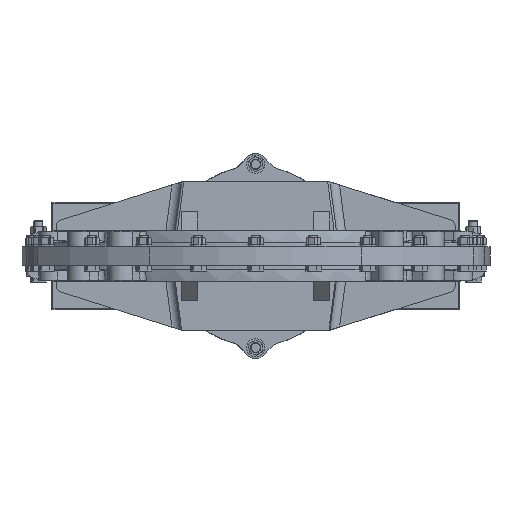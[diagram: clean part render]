
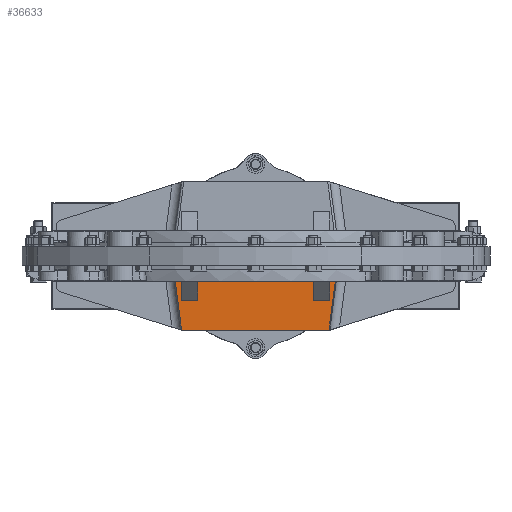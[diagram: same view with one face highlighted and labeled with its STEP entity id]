
A CAD part, front view. The second image highlights one B-rep face of the part: STEP entity #36633.
In plain terms, the highlighted planar face has unit normal (0, -1, 0).
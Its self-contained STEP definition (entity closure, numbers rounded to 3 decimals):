
#5088 = CARTESIAN_POINT ( 'NONE',  ( -125., 645., -46. ) ) ;
#6446 = CARTESIAN_POINT ( 'NONE',  ( -160., 645., -46. ) ) ;
#12977 = VERTEX_POINT ( 'NONE', #67943 ) ;
#14234 = VECTOR ( 'NONE', #50850, 1000. ) ;
#14255 = VECTOR ( 'NONE', #50523, 1000. ) ;
#14258 = VECTOR ( 'NONE', #49957, 1000. ) ;
#14262 = VECTOR ( 'NONE', #49966, 1000. ) ;
#14287 = VECTOR ( 'NONE', #48955, 1000. ) ;
#14293 = VECTOR ( 'NONE', #50340, 1000. ) ;
#14295 = VECTOR ( 'NONE', #50319, 1000. ) ;
#14321 = VECTOR ( 'NONE', #49068, 1000. ) ;
#20695 = CARTESIAN_POINT ( 'NONE',  ( 158.075, 645., -160. ) ) ;
#20838 = CARTESIAN_POINT ( 'NONE',  ( 173.083, 645., -46. ) ) ;
#21527 = CARTESIAN_POINT ( 'NONE',  ( -125., 645., -95.625 ) ) ;
#21534 = CARTESIAN_POINT ( 'NONE',  ( 160., 645., -95.625 ) ) ;
#21545 = CARTESIAN_POINT ( 'NONE',  ( 125., 645., -95.625 ) ) ;
#21585 = CARTESIAN_POINT ( 'NONE',  ( 125., 645., -46. ) ) ;
#21596 = CARTESIAN_POINT ( 'NONE',  ( -160., 645., -95.625 ) ) ;
#24002 = LINE ( 'NONE', #35076, #76827 ) ;
#24005 = LINE ( 'NONE', #35855, #76833 ) ;
#24011 = LINE ( 'NONE', #35079, #76838 ) ;
#27157 = EDGE_LOOP ( 'NONE', ( #103934, #103933, #103932, #103935, #103931, #103930, #103929, #103927, #103928, #103926, #103925, #103924 ) ) ;
#35076 = CARTESIAN_POINT ( 'NONE',  ( -202.129, 645., -46. ) ) ;
#35077 = DIRECTION ( 'NONE',  ( -1., 0., 0. ) ) ;
#35079 = CARTESIAN_POINT ( 'NONE',  ( 193.349, 645., 107.934 ) ) ;
#35081 = DIRECTION ( 'NONE',  ( 0.131, 0., 0.991 ) ) ;
#35853 = DIRECTION ( 'NONE',  ( -1., 0., 0. ) ) ;
#35855 = CARTESIAN_POINT ( 'NONE',  ( -160., 645., -160. ) ) ;
#36633 = ADVANCED_FACE ( 'NONE', ( #96107 ), #54745, .F. ) ;
#39666 = CARTESIAN_POINT ( 'NONE',  ( -175.008, 645., -46. ) ) ;
#39693 = CARTESIAN_POINT ( 'NONE',  ( -160., 645., -160. ) ) ;
#48955 = DIRECTION ( 'NONE',  ( 0., 0., -1. ) ) ;
#49068 = DIRECTION ( 'NONE',  ( -1., 0., 0. ) ) ;
#49957 = DIRECTION ( 'NONE',  ( 0., 0., -1. ) ) ;
#49966 = DIRECTION ( 'NONE',  ( 0., 0., -1. ) ) ;
#50319 = DIRECTION ( 'NONE',  ( -1., 0., 0. ) ) ;
#50321 = CARTESIAN_POINT ( 'NONE',  ( 125., 645., -95.625 ) ) ;
#50340 = DIRECTION ( 'NONE',  ( 1., 0., 0. ) ) ;
#50344 = CARTESIAN_POINT ( 'NONE',  ( 125., 645., -95.625 ) ) ;
#50349 = CARTESIAN_POINT ( 'NONE',  ( -125., 645., -95.625 ) ) ;
#50371 = CARTESIAN_POINT ( 'NONE',  ( -202.129, 645., -46. ) ) ;
#50523 = DIRECTION ( 'NONE',  ( 0., 0., -1. ) ) ;
#50608 = EDGE_CURVE ( 'NONE', #128364, #59235, #100215, .T. ) ;
#50617 = CARTESIAN_POINT ( 'NONE',  ( 160., 645., -95.625 ) ) ;
#50627 = CARTESIAN_POINT ( 'NONE',  ( -160., 645., -95.625 ) ) ;
#50678 = EDGE_CURVE ( 'NONE', #128364, #128324, #100235, .T. ) ;
#50688 = EDGE_CURVE ( 'NONE', #12977, #128313, #100242, .T. ) ;
#50696 = EDGE_CURVE ( 'NONE', #58995, #128375, #100246, .T. ) ;
#50752 = CARTESIAN_POINT ( 'NONE',  ( -202.129, 645., -46. ) ) ;
#50764 = EDGE_CURVE ( 'NONE', #59235, #128306, #100287, .T. ) ;
#50776 = EDGE_CURVE ( 'NONE', #128324, #128313, #100295, .T. ) ;
#50779 = EDGE_CURVE ( 'NONE', #128306, #128375, #100297, .T. ) ;
#50834 = EDGE_CURVE ( 'NONE', #58995, #69113, #100306, .T. ) ;
#50837 = CARTESIAN_POINT ( 'NONE',  ( -125., 645., -95.625 ) ) ;
#50850 = DIRECTION ( 'NONE',  ( -1., 0., 0. ) ) ;
#54742 = DIRECTION ( 'NONE',  ( 0., 0., 1. ) ) ;
#54743 = DIRECTION ( 'NONE',  ( 0., 1., 0. ) ) ;
#54744 = CARTESIAN_POINT ( 'NONE',  ( -202.129, 645., 160. ) ) ;
#54745 = PLANE ( 'NONE',  #70430 ) ;
#58995 = VERTEX_POINT ( 'NONE', #6446 ) ;
#59235 = VERTEX_POINT ( 'NONE', #5088 ) ;
#63698 = EDGE_CURVE ( 'NONE', #117398, #12977, #24002, .T. ) ;
#63702 = EDGE_CURVE ( 'NONE', #117255, #69100, #24005, .T. ) ;
#63709 = EDGE_CURVE ( 'NONE', #117255, #117398, #24011, .T. ) ;
#67943 = CARTESIAN_POINT ( 'NONE',  ( 160., 645., -46. ) ) ;
#69100 = VERTEX_POINT ( 'NONE', #39693 ) ;
#69113 = VERTEX_POINT ( 'NONE', #39666 ) ;
#70430 = AXIS2_PLACEMENT_3D ( 'NONE', #54744, #54743, #54742 ) ;
#76827 = VECTOR ( 'NONE', #35077, 1000. ) ;
#76833 = VECTOR ( 'NONE', #35853, 1000. ) ;
#76838 = VECTOR ( 'NONE', #35081, 1000. ) ;
#82537 = VECTOR ( 'NONE', #93730, 1000. ) ;
#87654 = EDGE_CURVE ( 'NONE', #69100, #69113, #97681, .T. ) ;
#93728 = CARTESIAN_POINT ( 'NONE',  ( -160., 645., -160. ) ) ;
#93730 = DIRECTION ( 'NONE',  ( -0.131, 0., 0.991 ) ) ;
#96107 = FACE_OUTER_BOUND ( 'NONE', #27157, .T. ) ;
#97681 = LINE ( 'NONE', #93728, #82537 ) ;
#100215 = LINE ( 'NONE', #50371, #14234 ) ;
#100235 = LINE ( 'NONE', #50321, #14255 ) ;
#100242 = LINE ( 'NONE', #50617, #14258 ) ;
#100246 = LINE ( 'NONE', #50627, #14262 ) ;
#100287 = LINE ( 'NONE', #50837, #14287 ) ;
#100295 = LINE ( 'NONE', #50344, #14293 ) ;
#100297 = LINE ( 'NONE', #50349, #14295 ) ;
#100306 = LINE ( 'NONE', #50752, #14321 ) ;
#103924 = ORIENTED_EDGE ( 'NONE', *, *, #50779, .T. ) ;
#103925 = ORIENTED_EDGE ( 'NONE', *, *, #50764, .T. ) ;
#103926 = ORIENTED_EDGE ( 'NONE', *, *, #50608, .T. ) ;
#103927 = ORIENTED_EDGE ( 'NONE', *, *, #50776, .F. ) ;
#103928 = ORIENTED_EDGE ( 'NONE', *, *, #50678, .F. ) ;
#103929 = ORIENTED_EDGE ( 'NONE', *, *, #50688, .T. ) ;
#103930 = ORIENTED_EDGE ( 'NONE', *, *, #63698, .T. ) ;
#103931 = ORIENTED_EDGE ( 'NONE', *, *, #63709, .T. ) ;
#103932 = ORIENTED_EDGE ( 'NONE', *, *, #87654, .F. ) ;
#103933 = ORIENTED_EDGE ( 'NONE', *, *, #50834, .T. ) ;
#103934 = ORIENTED_EDGE ( 'NONE', *, *, #50696, .F. ) ;
#103935 = ORIENTED_EDGE ( 'NONE', *, *, #63702, .F. ) ;
#117255 = VERTEX_POINT ( 'NONE', #20695 ) ;
#117398 = VERTEX_POINT ( 'NONE', #20838 ) ;
#128306 = VERTEX_POINT ( 'NONE', #21527 ) ;
#128313 = VERTEX_POINT ( 'NONE', #21534 ) ;
#128324 = VERTEX_POINT ( 'NONE', #21545 ) ;
#128364 = VERTEX_POINT ( 'NONE', #21585 ) ;
#128375 = VERTEX_POINT ( 'NONE', #21596 ) ;
